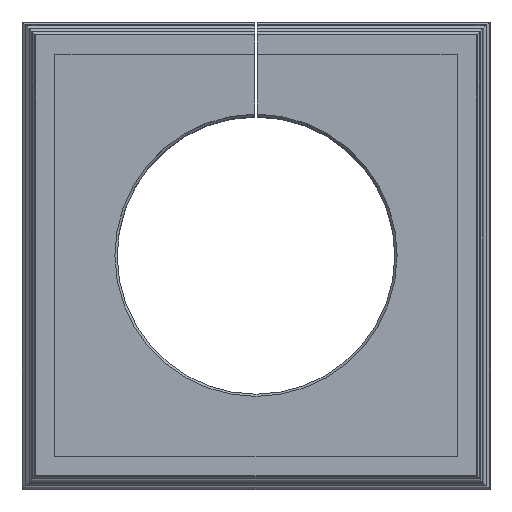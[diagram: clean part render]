
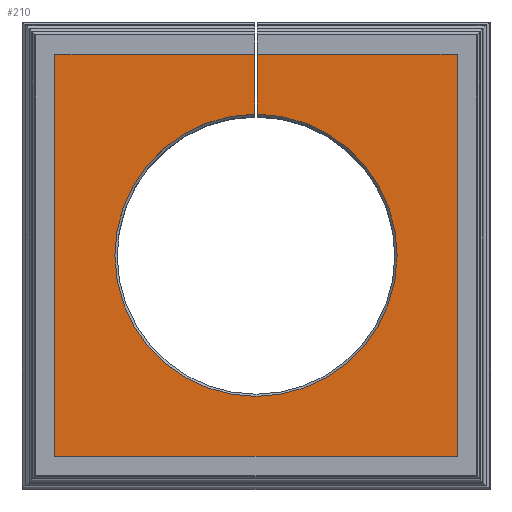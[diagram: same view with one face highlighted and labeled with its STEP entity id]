
A CAD part, top view. The second image highlights one B-rep face of the part: STEP entity #210.
In plain terms, the highlighted planar face has unit normal (0, 0, 1).
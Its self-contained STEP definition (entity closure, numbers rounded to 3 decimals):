
#55=CIRCLE('',#2171,6.);
#210=ADVANCED_FACE('',(#413),#322,.T.);
#322=PLANE('',#2172);
#413=FACE_OUTER_BOUND('',#533,.T.);
#533=EDGE_LOOP('',(#856,#857,#858,#859,#860,#861,#862,#863));
#856=ORIENTED_EDGE('',*,*,#1551,.F.);
#857=ORIENTED_EDGE('',*,*,#1552,.T.);
#858=ORIENTED_EDGE('',*,*,#1553,.T.);
#859=ORIENTED_EDGE('',*,*,#1554,.T.);
#860=ORIENTED_EDGE('',*,*,#1555,.T.);
#861=ORIENTED_EDGE('',*,*,#1417,.T.);
#862=ORIENTED_EDGE('',*,*,#1556,.F.);
#863=ORIENTED_EDGE('',*,*,#1557,.F.);
#1219=VERTEX_POINT('',#2776);
#1221=VERTEX_POINT('',#2779);
#1312=VERTEX_POINT('',#3164);
#1313=VERTEX_POINT('',#3165);
#1314=VERTEX_POINT('',#3167);
#1315=VERTEX_POINT('',#3169);
#1316=VERTEX_POINT('',#3171);
#1317=VERTEX_POINT('',#3174);
#1417=EDGE_CURVE('',#1221,#1219,#1715,.T.);
#1551=EDGE_CURVE('',#1312,#1313,#1815,.T.);
#1552=EDGE_CURVE('',#1312,#1314,#1816,.T.);
#1553=EDGE_CURVE('',#1314,#1315,#1817,.T.);
#1554=EDGE_CURVE('',#1315,#1316,#1818,.T.);
#1555=EDGE_CURVE('',#1316,#1221,#1819,.T.);
#1556=EDGE_CURVE('',#1317,#1219,#1820,.T.);
#1557=EDGE_CURVE('',#1313,#1317,#55,.T.);
#1715=LINE('',#2778,#1922);
#1815=LINE('',#3163,#2022);
#1816=LINE('',#3166,#2023);
#1817=LINE('',#3168,#2024);
#1818=LINE('',#3170,#2025);
#1819=LINE('',#3172,#2026);
#1820=LINE('',#3173,#2027);
#1922=VECTOR('',#2293,1.);
#2022=VECTOR('',#2481,1.);
#2023=VECTOR('',#2482,1.);
#2024=VECTOR('',#2483,1.);
#2025=VECTOR('',#2484,1.);
#2026=VECTOR('',#2485,1.);
#2027=VECTOR('',#2486,1.);
#2171=AXIS2_PLACEMENT_3D('',#3175,#2487,#2488);
#2172=AXIS2_PLACEMENT_3D('',#3176,#2489,#2490);
#2293=DIRECTION('',(-1.,0.,0.));
#2481=DIRECTION('',(0.,-1.,0.));
#2482=DIRECTION('',(-1.,0.,0.));
#2483=DIRECTION('',(0.,-1.,0.));
#2484=DIRECTION('',(1.,0.,0.));
#2485=DIRECTION('',(0.,1.,0.));
#2486=DIRECTION('',(0.,1.,0.));
#2487=DIRECTION('',(0.,0.,1.));
#2488=DIRECTION('',(1.,0.,0.));
#2489=DIRECTION('',(0.,0.,1.));
#2490=DIRECTION('',(-1.,0.,0.));
#2776=CARTESIAN_POINT('',(0.05,8.55,17.7));
#2778=CARTESIAN_POINT('',(8.55,8.55,17.7));
#2779=CARTESIAN_POINT('',(8.55,8.55,17.7));
#3163=CARTESIAN_POINT('',(-0.05,0.,17.7));
#3164=CARTESIAN_POINT('',(-0.05,8.55,17.7));
#3165=CARTESIAN_POINT('',(-0.05,6.,17.7));
#3166=CARTESIAN_POINT('',(8.55,8.55,17.7));
#3167=CARTESIAN_POINT('',(-8.55,8.55,17.7));
#3168=CARTESIAN_POINT('',(-8.55,8.55,17.7));
#3169=CARTESIAN_POINT('',(-8.55,-8.55,17.7));
#3170=CARTESIAN_POINT('',(-8.55,-8.55,17.7));
#3171=CARTESIAN_POINT('',(8.55,-8.55,17.7));
#3172=CARTESIAN_POINT('',(8.55,-8.55,17.7));
#3173=CARTESIAN_POINT('',(0.05,0.,17.7));
#3174=CARTESIAN_POINT('',(0.05,6.,17.7));
#3175=CARTESIAN_POINT('',(0.,0.,17.7));
#3176=CARTESIAN_POINT('',(0.,0.,17.7));
